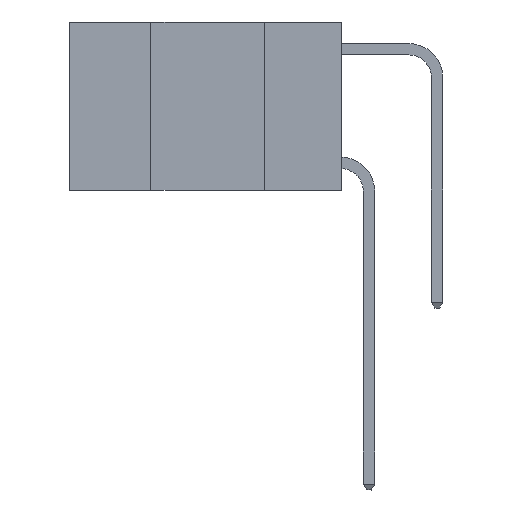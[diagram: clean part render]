
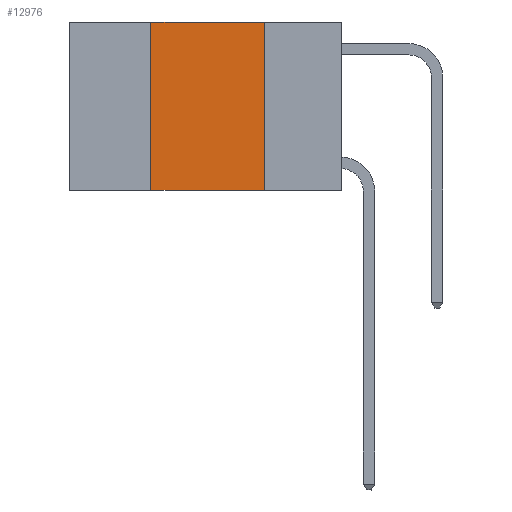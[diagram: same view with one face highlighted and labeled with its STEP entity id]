
A CAD part, left-side view. The second image highlights one B-rep face of the part: STEP entity #12976.
In plain terms, the highlighted planar face has unit normal (-1, 0, 0).
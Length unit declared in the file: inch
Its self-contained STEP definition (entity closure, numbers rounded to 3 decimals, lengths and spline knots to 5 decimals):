
#80 = ORIENTED_EDGE ( 'NONE', *, *, #26341, .F. ) ;
#1503 = EDGE_CURVE ( 'NONE', #3267, #6203, #2046, .T. ) ;
#2046 = LINE ( 'NONE', #3013, #18228 ) ;
#2096 = ORIENTED_EDGE ( 'NONE', *, *, #5833, .F. ) ;
#2697 = VERTEX_POINT ( 'NONE', #10378 ) ;
#2705 = DIRECTION ( 'NONE',  ( 0., -1., 0. ) ) ;
#3013 = CARTESIAN_POINT ( 'NONE',  ( 0., 0.42, 0. ) ) ;
#3071 = DIRECTION ( 'NONE',  ( 0., 0., 1. ) ) ;
#3267 = VERTEX_POINT ( 'NONE', #13513 ) ;
#3957 = LINE ( 'NONE', #25882, #25675 ) ;
#4087 = FACE_OUTER_BOUND ( 'NONE', #6179, .T. ) ;
#5432 = DIRECTION ( 'NONE',  ( 0., 0., -1. ) ) ;
#5833 = EDGE_CURVE ( 'NONE', #20338, #2697, #6845, .T. ) ;
#5891 = CARTESIAN_POINT ( 'NONE',  ( 0., 0.6, -0.37 ) ) ;
#6179 = EDGE_LOOP ( 'NONE', ( #2096, #80, #10658, #21265 ) ) ;
#6203 = VERTEX_POINT ( 'NONE', #21489 ) ;
#6845 = LINE ( 'NONE', #20230, #27241 ) ;
#8408 = PLANE ( 'NONE',  #21829 ) ;
#10112 = DIRECTION ( 'NONE',  ( 0., -1., 0. ) ) ;
#10378 = CARTESIAN_POINT ( 'NONE',  ( 0., 0.17, -0.37 ) ) ;
#10451 = CARTESIAN_POINT ( 'NONE',  ( 0., 0.6, 0. ) ) ;
#10550 = DIRECTION ( 'NONE',  ( 0., 0., -1. ) ) ;
#10658 = ORIENTED_EDGE ( 'NONE', *, *, #1503, .F. ) ;
#11653 = CARTESIAN_POINT ( 'NONE',  ( 0., 0.17, 0. ) ) ;
#12274 = VECTOR ( 'NONE', #10112, 39.37008 ) ;
#12976 = ADVANCED_FACE ( 'NONE', ( #4087 ), #8408, .F. ) ;
#13513 = CARTESIAN_POINT ( 'NONE',  ( 0., 0.42, -0.37 ) ) ;
#14267 = EDGE_CURVE ( 'NONE', #3267, #2697, #23454, .T. ) ;
#18228 = VECTOR ( 'NONE', #3071, 39.37008 ) ;
#20230 = CARTESIAN_POINT ( 'NONE',  ( 0., 0.17, 0. ) ) ;
#20338 = VERTEX_POINT ( 'NONE', #11653 ) ;
#21265 = ORIENTED_EDGE ( 'NONE', *, *, #14267, .T. ) ;
#21489 = CARTESIAN_POINT ( 'NONE',  ( 0., 0.42, 0. ) ) ;
#21829 = AXIS2_PLACEMENT_3D ( 'NONE', #10451, #23180, #10550 ) ;
#23180 = DIRECTION ( 'NONE',  ( 1., 0., 0. ) ) ;
#23454 = LINE ( 'NONE', #5891, #12274 ) ;
#25675 = VECTOR ( 'NONE', #2705, 39.37008 ) ;
#25882 = CARTESIAN_POINT ( 'NONE',  ( 0., 0.6, 0. ) ) ;
#26341 = EDGE_CURVE ( 'NONE', #6203, #20338, #3957, .T. ) ;
#27241 = VECTOR ( 'NONE', #5432, 39.37008 ) ;
